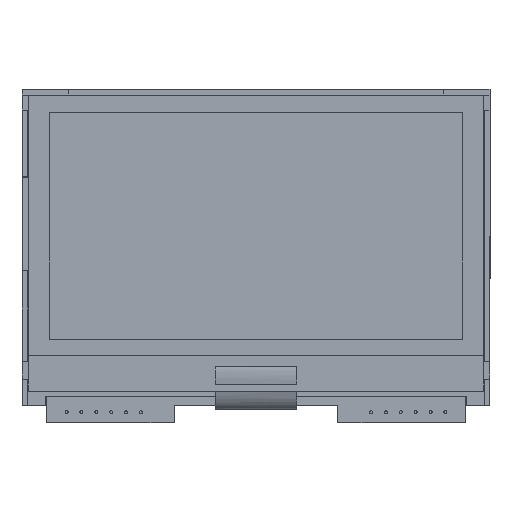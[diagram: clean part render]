
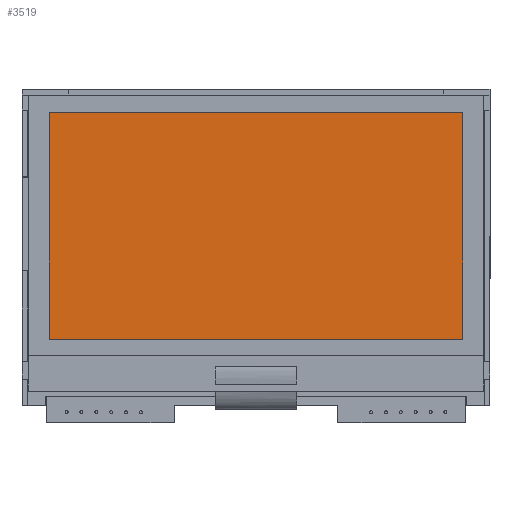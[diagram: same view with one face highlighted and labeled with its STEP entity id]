
A CAD part, top view. The second image highlights one B-rep face of the part: STEP entity #3519.
In plain terms, the highlighted planar face has unit normal (0, 0, 1).
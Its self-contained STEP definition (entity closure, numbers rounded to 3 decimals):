
#279 = CARTESIAN_POINT ( 'NONE',  ( -35.35, -15.75, 4.6 ) ) ;
#306 = EDGE_LOOP ( 'NONE', ( #4376, #387, #1288, #1171 ) ) ;
#387 = ORIENTED_EDGE ( 'NONE', *, *, #1765, .T. ) ;
#898 = VECTOR ( 'NONE', #5811, 1000. ) ;
#1171 = ORIENTED_EDGE ( 'NONE', *, *, #4706, .T. ) ;
#1205 = LINE ( 'NONE', #6091, #1943 ) ;
#1288 = ORIENTED_EDGE ( 'NONE', *, *, #6383, .T. ) ;
#1460 = DIRECTION ( 'NONE',  ( 0., -1., 0. ) ) ;
#1765 = EDGE_CURVE ( 'NONE', #3991, #4544, #4975, .T. ) ;
#1943 = VECTOR ( 'NONE', #4058, 1000. ) ;
#2115 = EDGE_CURVE ( 'NONE', #5192, #3991, #4568, .T. ) ;
#2135 = CARTESIAN_POINT ( 'NONE',  ( 35.35, 23.05, 4.6 ) ) ;
#2319 = DIRECTION ( 'NONE',  ( 0., 0., 1. ) ) ;
#2477 = CARTESIAN_POINT ( 'NONE',  ( -35.35, 23.05, 4.6 ) ) ;
#2701 = CARTESIAN_POINT ( 'NONE',  ( -35.35, -15.75, 4.6 ) ) ;
#2936 = VERTEX_POINT ( 'NONE', #3533 ) ;
#3024 = CARTESIAN_POINT ( 'NONE',  ( -35.35, 23.05, 4.6 ) ) ;
#3277 = VECTOR ( 'NONE', #1460, 1000. ) ;
#3519 = ADVANCED_FACE ( 'NONE', ( #3788 ), #6006, .T. ) ;
#3533 = CARTESIAN_POINT ( 'NONE',  ( 35.35, -15.75, 4.6 ) ) ;
#3544 = AXIS2_PLACEMENT_3D ( 'NONE', #3862, #2319, #6455 ) ;
#3788 = FACE_OUTER_BOUND ( 'NONE', #306, .T. ) ;
#3862 = CARTESIAN_POINT ( 'NONE',  ( 0., 0., 4.6 ) ) ;
#3991 = VERTEX_POINT ( 'NONE', #3024 ) ;
#4058 = DIRECTION ( 'NONE',  ( 0., 1., 0. ) ) ;
#4062 = LINE ( 'NONE', #2701, #898 ) ;
#4376 = ORIENTED_EDGE ( 'NONE', *, *, #2115, .T. ) ;
#4544 = VERTEX_POINT ( 'NONE', #279 ) ;
#4568 = LINE ( 'NONE', #2135, #6517 ) ;
#4706 = EDGE_CURVE ( 'NONE', #2936, #5192, #1205, .T. ) ;
#4975 = LINE ( 'NONE', #2477, #3277 ) ;
#5192 = VERTEX_POINT ( 'NONE', #6064 ) ;
#5239 = DIRECTION ( 'NONE',  ( -1., 0., 0. ) ) ;
#5811 = DIRECTION ( 'NONE',  ( 1., 0., 0. ) ) ;
#6006 = PLANE ( 'NONE',  #3544 ) ;
#6064 = CARTESIAN_POINT ( 'NONE',  ( 35.35, 23.05, 4.6 ) ) ;
#6091 = CARTESIAN_POINT ( 'NONE',  ( 35.35, -15.75, 4.6 ) ) ;
#6383 = EDGE_CURVE ( 'NONE', #4544, #2936, #4062, .T. ) ;
#6455 = DIRECTION ( 'NONE',  ( 1., 0., 0. ) ) ;
#6517 = VECTOR ( 'NONE', #5239, 1000. ) ;
